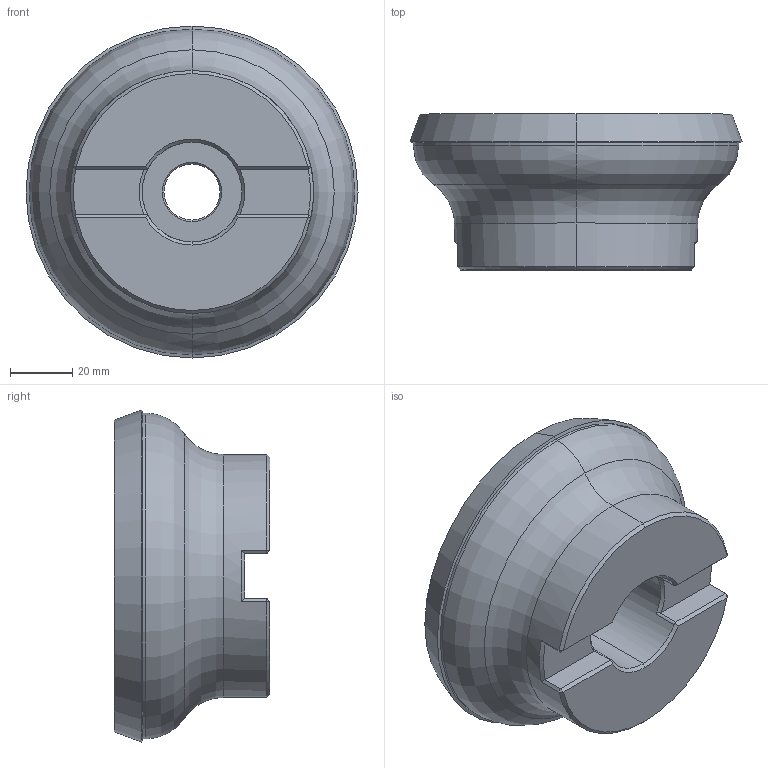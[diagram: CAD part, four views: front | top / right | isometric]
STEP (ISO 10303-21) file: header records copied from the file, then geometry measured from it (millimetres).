
FILE_DESCRIPTION (( 'STEP AP214' ), '1' );
FILE_NAME ('760M W D100-6.SLDPRT.STEP', '2021-02-12T09:30:39', ( '' ), ( '' ), 'SwSTEP 2.0', 'SolidWorks 2016', '' );
FILE_SCHEMA (( 'AUTOMOTIVE_DESIGN' ));
Length unit declared in the file: millimetre
Products named in the file (1): 760M W D100-6.SLDPRT
Bounding box: 106.49 x 50 x 106.49 mm (x, y, z)
Volume: 247086.2 mm3; surface area: 32300.5 mm2
Topology: 1 solids, 1 shells, 70 faces, 162 edges, 96 vertices
Faces by surface type: cone 26, plane 24, cylinder 14, torus 6
Entity records: 2050 total; most frequent: CARTESIAN_POINT 445, DIRECTION 338, ORIENTED_EDGE 324, EDGE_CURVE 162, AXIS2_PLACEMENT_3D 137, VERTEX_POINT 96, EDGE_LOOP 74, ADVANCED_FACE 70
